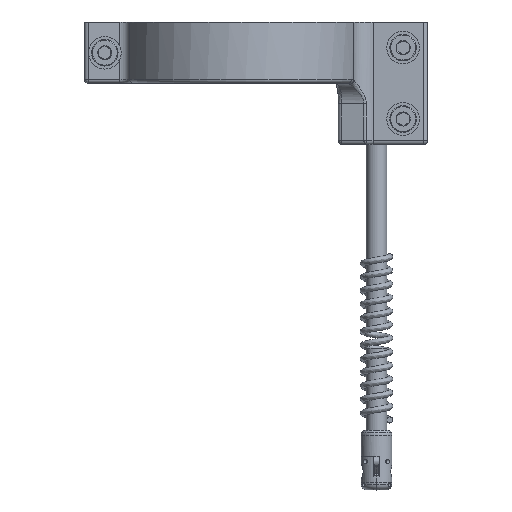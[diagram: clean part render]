
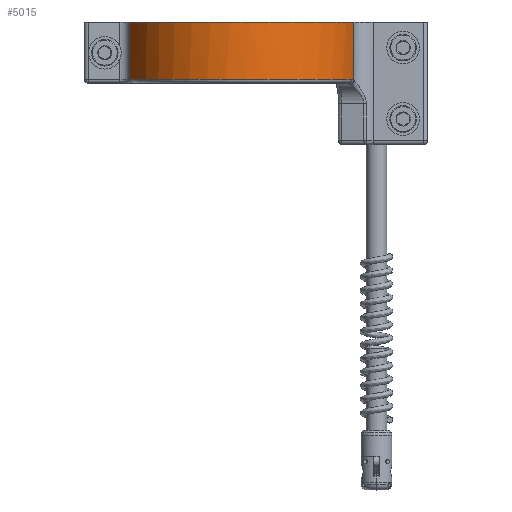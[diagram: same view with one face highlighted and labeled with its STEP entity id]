
A CAD part, top view. The second image highlights one B-rep face of the part: STEP entity #5015.
In plain terms, the highlighted cylindrical face has radius 57.6 mm (diameter 115.2 mm), a partial arc.
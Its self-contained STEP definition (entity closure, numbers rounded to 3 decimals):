
#438=CYLINDRICAL_SURFACE('',#5546,57.6);
#653=FACE_OUTER_BOUND('',#960,.T.);
#960=EDGE_LOOP('',(#4163,#4164,#4165,#4166,#4167));
#1229=CIRCLE('',#5501,57.6);
#1248=CIRCLE('',#5547,57.6);
#1511=B_SPLINE_CURVE_WITH_KNOTS('',3,(#14215,#14216,#14217,#14218),
 .UNSPECIFIED.,.F.,.F.,(4,4),(0.,0.333),.UNSPECIFIED.);
#1707=LINE('',#14375,#1970);
#1708=LINE('',#14379,#1971);
#1970=VECTOR('',#6566,10.);
#1971=VECTOR('',#6571,10.);
#2344=VERTEX_POINT('',#14178);
#2346=VERTEX_POINT('',#14184);
#2348=VERTEX_POINT('',#14213);
#2376=VERTEX_POINT('',#14374);
#2377=VERTEX_POINT('',#14378);
#2964=EDGE_CURVE('',#2346,#2344,#1229,.T.);
#2968=EDGE_CURVE('',#2348,#2346,#1511,.T.);
#3020=EDGE_CURVE('',#2344,#2376,#1707,.T.);
#3022=EDGE_CURVE('',#2377,#2348,#1708,.T.);
#3023=EDGE_CURVE('',#2376,#2377,#1248,.T.);
#4163=ORIENTED_EDGE('',*,*,#2968,.F.);
#4164=ORIENTED_EDGE('',*,*,#3022,.F.);
#4165=ORIENTED_EDGE('',*,*,#3023,.F.);
#4166=ORIENTED_EDGE('',*,*,#3020,.F.);
#4167=ORIENTED_EDGE('',*,*,#2964,.F.);
#5015=ADVANCED_FACE('',(#653),#438,.T.);
#5501=AXIS2_PLACEMENT_3D('',#14186,#6447,#6448);
#5546=AXIS2_PLACEMENT_3D('',#14377,#6569,#6570);
#5547=AXIS2_PLACEMENT_3D('',#14380,#6572,#6573);
#6447=DIRECTION('center_axis',(0.,-1.,0.));
#6448=DIRECTION('ref_axis',(-0.055,0.,0.999));
#6566=DIRECTION('',(0.,1.,0.));
#6569=DIRECTION('center_axis',(0.,1.,0.));
#6570=DIRECTION('ref_axis',(1.,0.,0.));
#6571=DIRECTION('',(0.,-1.,0.));
#6572=DIRECTION('center_axis',(0.,1.,0.));
#6573=DIRECTION('ref_axis',(1.,0.,0.));
#14178=CARTESIAN_POINT('',(-55.435,2.,15.642));
#14184=CARTESIAN_POINT('',(53.259,2.,21.937));
#14186=CARTESIAN_POINT('Origin',(0.,2.,0.));
#14213=CARTESIAN_POINT('',(54.464,1.55,18.746));
#14215=CARTESIAN_POINT('Ctrl Pts',(54.464,1.55,18.746));
#14216=CARTESIAN_POINT('Ctrl Pts',(54.103,1.849,19.794));
#14217=CARTESIAN_POINT('Ctrl Pts',(53.698,2.,20.872));
#14218=CARTESIAN_POINT('Ctrl Pts',(53.259,2.,21.937));
#14374=CARTESIAN_POINT('',(-55.435,30.,15.642));
#14375=CARTESIAN_POINT('',(-55.435,0.,15.642));
#14377=CARTESIAN_POINT('Origin',(0.,0.,0.));
#14378=CARTESIAN_POINT('',(54.464,30.,18.746));
#14379=CARTESIAN_POINT('',(54.464,0.,18.746));
#14380=CARTESIAN_POINT('Origin',(0.,30.,0.));
